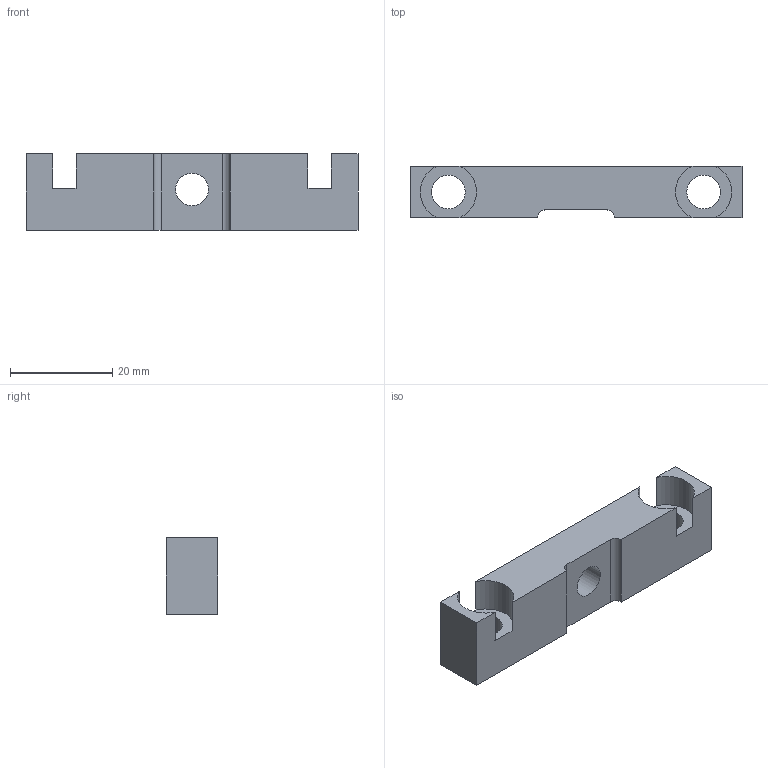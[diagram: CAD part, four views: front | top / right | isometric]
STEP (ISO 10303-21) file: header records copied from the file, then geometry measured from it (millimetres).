
FILE_DESCRIPTION(/* description */ ('Upper objective pusher bar'),/* implementation_level */ '2;1');
FILE_NAME(/* name */ 'FAB-OX0025-UpperObjectivePusherBar.stp',/* time_stamp */ '2020-02-10T11:59:24+00:00',/* author */ ('whgu0532'),/* organization */ (''),/* preprocessor_version */ 'ST-DEVELOPER v18',/* originating_system */ 'Autodesk Inventor 2020',/* authorisation */ '');
FILE_SCHEMA (('AUTOMOTIVE_DESIGN { 1 0 10303 214 3 1 1 }'));
Length unit declared in the file: millimetre
Products named in the file (1): FAB-OX0025
Bounding box: 65 x 10 x 15 mm (x, y, z)
Volume: 7342 mm3; surface area: 4059.1 mm2
Topology: 1 solids, 1 shells, 21 faces, 60 edges, 41 vertices
Faces by surface type: plane 12, cylinder 9
Full cylindrical faces by diameter (mm): 6.4 x1, 6.6 x2
Entity records: 752 total; most frequent: DIRECTION 125, CARTESIAN_POINT 123, ORIENTED_EDGE 120, EDGE_CURVE 60, AXIS2_PLACEMENT_3D 43, VERTEX_POINT 41, LINE 39, VECTOR 39
